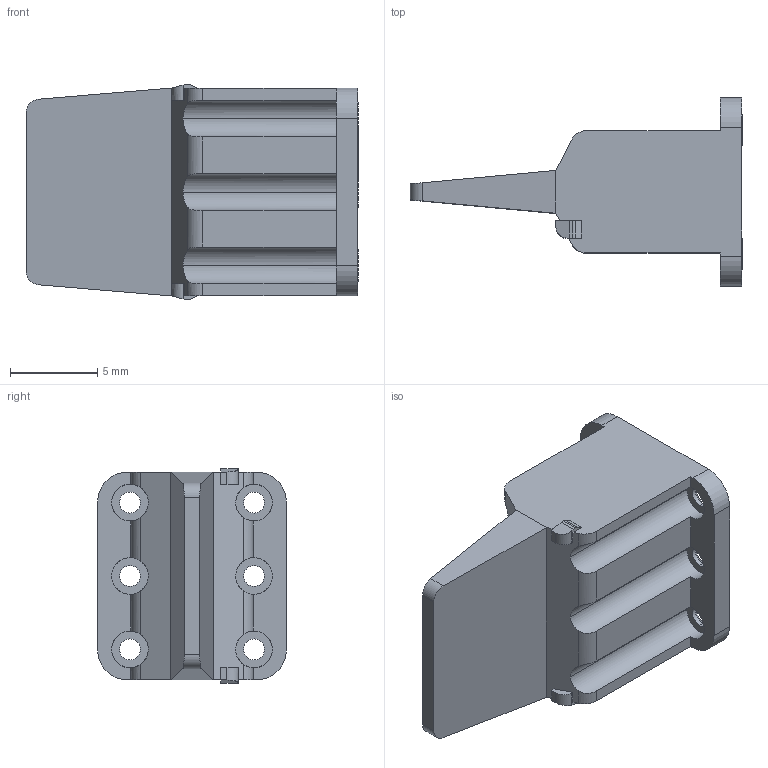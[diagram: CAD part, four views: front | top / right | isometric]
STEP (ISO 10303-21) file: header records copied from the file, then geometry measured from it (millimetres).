
FILE_DESCRIPTION((''),'2;1');
FILE_NAME('AWM-6S','2014-11-03T',('Orion.Li'),(''),'PRO/ENGINEER BY PARAMETRIC TECHNOLOGY CORPORATION, 2013230','PRO/ENGINEER BY PARAMETRIC TECHNOLOGY CORPORATION, 2013230','');
FILE_SCHEMA(('CONFIG_CONTROL_DESIGN'));
Length unit declared in the file: millimetre
Products named in the file (1): AWM-6S
Bounding box: 19 x 10.8 x 12.3 mm (x, y, z)
Volume: 650.4 mm3; surface area: 1190.5 mm2
Topology: 1 solids, 1 shells, 114 faces, 306 edges, 196 vertices
Faces by surface type: plane 52, cylinder 50, cone 12
Entity records: 3788 total; most frequent: CARTESIAN_POINT 882, ORIENTED_EDGE 612, DIRECTION 574, EDGE_CURVE 306, VERTEX_POINT 196, AXIS2_PLACEMENT_3D 192, VECTOR 190, LINE 190
